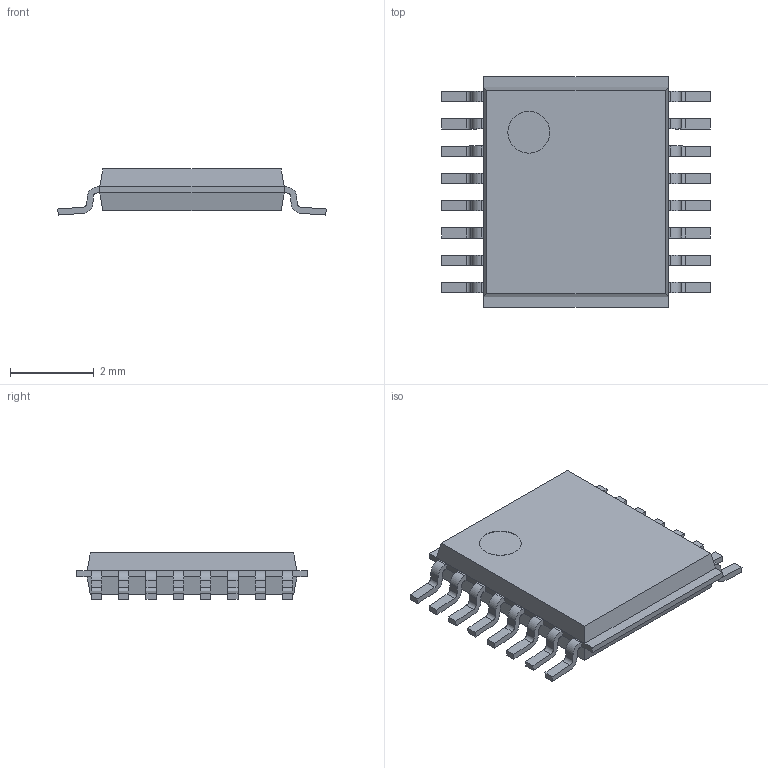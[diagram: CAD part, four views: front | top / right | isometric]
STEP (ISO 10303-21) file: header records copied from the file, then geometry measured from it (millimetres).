
FILE_DESCRIPTION(('STEP AP214'),'1');
FILE_NAME('TSSOP16B.stp','2019-02-17T22:03:16',(' '),(' '),'Spatial InterOp 3D',' ',' ');
FILE_SCHEMA(('AUTOMOTIVE_DESIGN { 1 0 10303 214 1 1 1 1 }'));
Length unit declared in the file: metre
Products named in the file (18): TSSOP16B; Component1; Component2; Component3; Component4; Component5; Component6; Component7; Component8; Component9; Component10; Component11; Component12; Component13; Component14; Component15; Component16; Component17
Assembly tree (17 placements, depth 2):
  TSSOP16B
    Component1
    Component2
    Component3
    Component4
    Component5
    Component6
    Component7
    Component8
    Component9
    Component10
    Component11
    Component12
    Component13
    Component14
    Component15
    Component16
    Component17
Bounding box: 6.4 x 5.5 x 1.1 mm (x, y, z)
Volume: 22.5 mm3; surface area: 82.2 mm2
Topology: 17 solids, 17 shells, 245 faces, 622 edges, 412 vertices
Faces by surface type: plane 179, cylinder 66
Entity records: 9821 total; most frequent: CARTESIAN_POINT 1297, DIRECTION 1280, ORIENTED_EDGE 1244, EDGE_CURVE 622, LINE 490, VECTOR 490, VERTEX_POINT 412, AXIS2_PLACEMENT_3D 395
